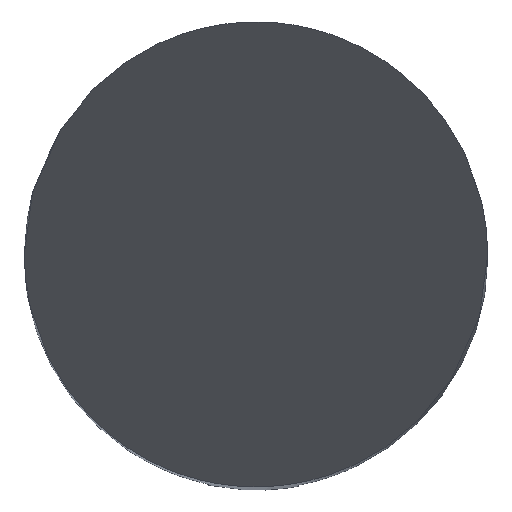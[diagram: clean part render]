
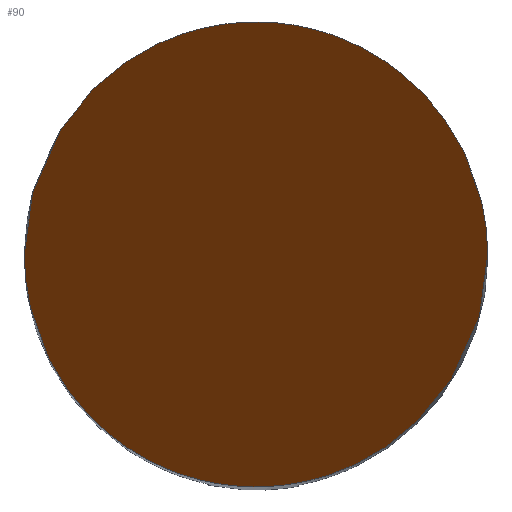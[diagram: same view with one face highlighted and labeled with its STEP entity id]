
A CAD part, top view. The second image highlights one B-rep face of the part: STEP entity #90.
In plain terms, the highlighted planar face has unit normal (0, -0.866, 0.5).
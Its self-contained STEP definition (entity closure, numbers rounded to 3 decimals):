
#48=PLANE('',#657);
#90=ADVANCED_FACE('FLCHE2',(#130),#48,.F.);
#130=FACE_OUTER_BOUND('',#164,.T.);
#164=EDGE_LOOP('',(#295,#296));
#295=ORIENTED_EDGE('',*,*,#487,.F.);
#296=ORIENTED_EDGE('',*,*,#496,.F.);
#431=VERTEX_POINT('',#959);
#432=VERTEX_POINT('',#960);
#487=EDGE_CURVE('',#431,#432,#599,.T.);
#496=EDGE_CURVE('',#432,#431,#601,.T.);
#599=(
BOUNDED_CURVE()
B_SPLINE_CURVE(3,(#955,#956,#957,#958),.UNSPECIFIED.,.F.,.F.)
B_SPLINE_CURVE_WITH_KNOTS((4,4),(0.,1.),.UNSPECIFIED.)
CURVE()
GEOMETRIC_REPRESENTATION_ITEM()
RATIONAL_B_SPLINE_CURVE((1.,0.333,0.333,1.))
REPRESENTATION_ITEM('')
);
#601=(
BOUNDED_CURVE()
B_SPLINE_CURVE(3,(#994,#995,#996,#997),.UNSPECIFIED.,.F.,.F.)
B_SPLINE_CURVE_WITH_KNOTS((4,4),(0.,1.),.UNSPECIFIED.)
CURVE()
GEOMETRIC_REPRESENTATION_ITEM()
RATIONAL_B_SPLINE_CURVE((1.,0.333,0.333,1.))
REPRESENTATION_ITEM('')
);
#657=AXIS2_PLACEMENT_3D('',#1071,#732,#733);
#732=DIRECTION('',(0.,0.866,-0.5));
#733=DIRECTION('',(0.,0.5,0.866));
#955=CARTESIAN_POINT('',(-4.,0.,0.));
#956=CARTESIAN_POINT('',(-4.,8.,13.856));
#957=CARTESIAN_POINT('',(4.,8.,13.856));
#958=CARTESIAN_POINT('',(4.,0.,0.));
#959=CARTESIAN_POINT('',(-4.,0.,0.));
#960=CARTESIAN_POINT('',(4.,0.,0.));
#994=CARTESIAN_POINT('',(4.,0.,0.));
#995=CARTESIAN_POINT('',(4.,-8.,-13.856));
#996=CARTESIAN_POINT('',(-4.,-8.,-13.856));
#997=CARTESIAN_POINT('',(-4.,0.,0.));
#1071=CARTESIAN_POINT('',(4.,4.,6.928));
